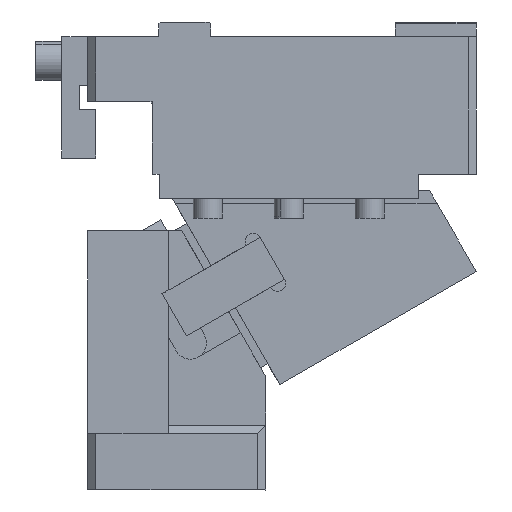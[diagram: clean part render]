
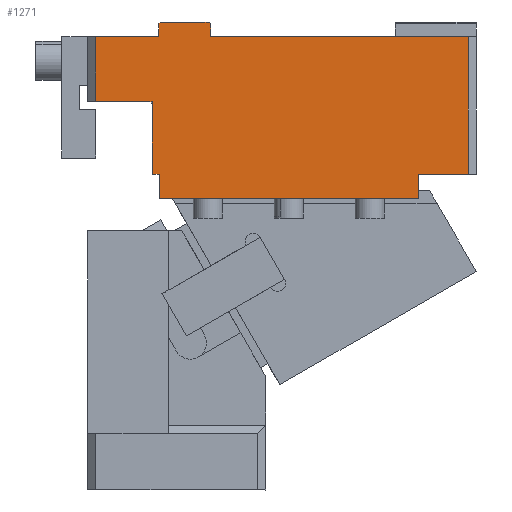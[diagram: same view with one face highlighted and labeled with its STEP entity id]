
A CAD part, front view. The second image highlights one B-rep face of the part: STEP entity #1271.
In plain terms, the highlighted planar face has unit normal (0, -1, 0).
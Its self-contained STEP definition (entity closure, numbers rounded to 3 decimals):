
#374=CARTESIAN_POINT('Vertex',(5.,-80.,0.)) ;
#377=CARTESIAN_POINT('Line Origine',(24.5,-80.,0.)) ;
#381=CARTESIAN_POINT('Vertex',(44.,-80.,0.)) ;
#1126=CARTESIAN_POINT('Axis2P3D Location',(0.,-80.,0.)) ;
#1131=CARTESIAN_POINT('Line Origine',(204.3,-80.,-92.6)) ;
#1135=CARTESIAN_POINT('Vertex',(204.3,-80.,-100.1)) ;
#1137=CARTESIAN_POINT('Vertex',(204.3,-80.,-85.1)) ;
#1140=CARTESIAN_POINT('Line Origine',(219.65,-80.,-85.1)) ;
#1144=CARTESIAN_POINT('Vertex',(235.,-80.,-85.1)) ;
#1147=CARTESIAN_POINT('Line Origine',(235.,-80.,-42.55)) ;
#1151=CARTESIAN_POINT('Vertex',(235.,-80.,0.)) ;
#1154=CARTESIAN_POINT('Line Origine',(155.5,-80.,0.)) ;
#1158=CARTESIAN_POINT('Vertex',(76.,-80.,0.)) ;
#1161=CARTESIAN_POINT('Line Origine',(76.,-80.,4.)) ;
#1165=CARTESIAN_POINT('Vertex',(76.,-80.,8.)) ;
#1168=CARTESIAN_POINT('Line Origine',(75.5,-80.,8.5)) ;
#1172=CARTESIAN_POINT('Vertex',(75.,-80.,9.)) ;
#1175=CARTESIAN_POINT('Line Origine',(60.,-80.,9.)) ;
#1179=CARTESIAN_POINT('Vertex',(45.,-80.,9.)) ;
#1182=CARTESIAN_POINT('Line Origine',(44.5,-80.,8.5)) ;
#1186=CARTESIAN_POINT('Vertex',(44.,-80.,8.)) ;
#1189=CARTESIAN_POINT('Line Origine',(44.,-80.,4.)) ;
#1194=CARTESIAN_POINT('Line Origine',(5.,-80.,-20.)) ;
#1198=CARTESIAN_POINT('Vertex',(5.,-80.,-40.)) ;
#1201=CARTESIAN_POINT('Line Origine',(21.,-80.,-40.)) ;
#1205=CARTESIAN_POINT('Vertex',(37.,-80.,-40.)) ;
#1209=CARTESIAN_POINT('Control Point',(37.768,-80.,-40.1)) ;
#1210=CARTESIAN_POINT('Control Point',(37.618,-80.,-40.06)) ;
#1211=CARTESIAN_POINT('Control Point',(37.466,-80.,-40.03)) ;
#1212=CARTESIAN_POINT('Control Point',(37.31,-80.,-40.01)) ;
#1213=CARTESIAN_POINT('Control Point',(37.155,-80.,-40.)) ;
#1214=CARTESIAN_POINT('Control Point',(37.,-80.,-40.)) ;
#1215=CARTESIAN_POINT('Vertex',(37.768,-80.,-40.1)) ;
#1218=CARTESIAN_POINT('Line Origine',(38.884,-80.,-40.1)) ;
#1222=CARTESIAN_POINT('Vertex',(40.,-80.,-40.1)) ;
#1225=CARTESIAN_POINT('Line Origine',(40.,-80.,-62.6)) ;
#1229=CARTESIAN_POINT('Vertex',(40.,-80.,-85.1)) ;
#1232=CARTESIAN_POINT('Line Origine',(42.15,-80.,-85.1)) ;
#1236=CARTESIAN_POINT('Vertex',(44.3,-80.,-85.1)) ;
#1239=CARTESIAN_POINT('Line Origine',(44.3,-80.,-92.6)) ;
#1243=CARTESIAN_POINT('Vertex',(44.3,-80.,-100.1)) ;
#1246=CARTESIAN_POINT('Line Origine',(124.3,-80.,-100.1)) ;
#378=DIRECTION('Vector Direction',(1.,0.,0.)) ;
#1127=DIRECTION('Axis2P3D Direction',(0.,1.,0.)) ;
#1128=DIRECTION('Axis2P3D XDirection',(0.,0.,1.)) ;
#1132=DIRECTION('Vector Direction',(0.,0.,1.)) ;
#1141=DIRECTION('Vector Direction',(-1.,0.,0.)) ;
#1148=DIRECTION('Vector Direction',(0.,0.,1.)) ;
#1155=DIRECTION('Vector Direction',(1.,0.,0.)) ;
#1162=DIRECTION('Vector Direction',(0.,0.,1.)) ;
#1169=DIRECTION('Vector Direction',(-0.707,0.,0.707)) ;
#1176=DIRECTION('Vector Direction',(-1.,0.,0.)) ;
#1183=DIRECTION('Vector Direction',(-0.707,0.,-0.707)) ;
#1190=DIRECTION('Vector Direction',(0.,0.,-1.)) ;
#1195=DIRECTION('Vector Direction',(0.,0.,-1.)) ;
#1202=DIRECTION('Vector Direction',(-1.,0.,0.)) ;
#1219=DIRECTION('Vector Direction',(-1.,0.,0.)) ;
#1226=DIRECTION('Vector Direction',(0.,0.,-1.)) ;
#1233=DIRECTION('Vector Direction',(-1.,0.,0.)) ;
#1240=DIRECTION('Vector Direction',(0.,0.,1.)) ;
#1247=DIRECTION('Vector Direction',(-1.,0.,0.)) ;
#1129=AXIS2_PLACEMENT_3D('Plane Axis2P3D',#1126,#1127,#1128) ;
#1252=ORIENTED_EDGE('',*,*,#1139,.T.) ;
#1253=ORIENTED_EDGE('',*,*,#1146,.F.) ;
#1254=ORIENTED_EDGE('',*,*,#1153,.T.) ;
#1255=ORIENTED_EDGE('',*,*,#1160,.F.) ;
#1256=ORIENTED_EDGE('',*,*,#1167,.T.) ;
#1257=ORIENTED_EDGE('',*,*,#1174,.T.) ;
#1258=ORIENTED_EDGE('',*,*,#1181,.T.) ;
#1259=ORIENTED_EDGE('',*,*,#1188,.T.) ;
#1260=ORIENTED_EDGE('',*,*,#1193,.T.) ;
#1261=ORIENTED_EDGE('',*,*,#383,.F.) ;
#1262=ORIENTED_EDGE('',*,*,#1200,.T.) ;
#1263=ORIENTED_EDGE('',*,*,#1207,.F.) ;
#1264=ORIENTED_EDGE('',*,*,#1217,.F.) ;
#1265=ORIENTED_EDGE('',*,*,#1224,.F.) ;
#1266=ORIENTED_EDGE('',*,*,#1231,.T.) ;
#1267=ORIENTED_EDGE('',*,*,#1238,.F.) ;
#1268=ORIENTED_EDGE('',*,*,#1245,.F.) ;
#1269=ORIENTED_EDGE('',*,*,#1250,.F.) ;
#379=VECTOR('Line Direction',#378,1.) ;
#1133=VECTOR('Line Direction',#1132,1.) ;
#1142=VECTOR('Line Direction',#1141,1.) ;
#1149=VECTOR('Line Direction',#1148,1.) ;
#1156=VECTOR('Line Direction',#1155,1.) ;
#1163=VECTOR('Line Direction',#1162,1.) ;
#1170=VECTOR('Line Direction',#1169,1.) ;
#1177=VECTOR('Line Direction',#1176,1.) ;
#1184=VECTOR('Line Direction',#1183,1.) ;
#1191=VECTOR('Line Direction',#1190,1.) ;
#1196=VECTOR('Line Direction',#1195,1.) ;
#1203=VECTOR('Line Direction',#1202,1.) ;
#1220=VECTOR('Line Direction',#1219,1.) ;
#1227=VECTOR('Line Direction',#1226,1.) ;
#1234=VECTOR('Line Direction',#1233,1.) ;
#1241=VECTOR('Line Direction',#1240,1.) ;
#1248=VECTOR('Line Direction',#1247,1.) ;
#1271=ADVANCED_FACE('CAM HOLDER',(#1270),#1130,.F.) ;
#1208=B_SPLINE_CURVE_WITH_KNOTS('',5,(#1209,#1210,#1211,#1212,#1213,#1214),.UNSPECIFIED.,.F.,.U.,(6,6),(0.,1.097),.UNSPECIFIED.) ;
#383=EDGE_CURVE('',#375,#382,#380,.T.) ;
#1139=EDGE_CURVE('',#1136,#1138,#1134,.T.) ;
#1146=EDGE_CURVE('',#1145,#1138,#1143,.T.) ;
#1153=EDGE_CURVE('',#1145,#1152,#1150,.T.) ;
#1160=EDGE_CURVE('',#1159,#1152,#1157,.T.) ;
#1167=EDGE_CURVE('',#1159,#1166,#1164,.T.) ;
#1174=EDGE_CURVE('',#1166,#1173,#1171,.T.) ;
#1181=EDGE_CURVE('',#1173,#1180,#1178,.T.) ;
#1188=EDGE_CURVE('',#1180,#1187,#1185,.T.) ;
#1193=EDGE_CURVE('',#1187,#382,#1192,.T.) ;
#1200=EDGE_CURVE('',#375,#1199,#1197,.T.) ;
#1207=EDGE_CURVE('',#1206,#1199,#1204,.T.) ;
#1217=EDGE_CURVE('',#1216,#1206,#1208,.T.) ;
#1224=EDGE_CURVE('',#1223,#1216,#1221,.T.) ;
#1231=EDGE_CURVE('',#1223,#1230,#1228,.T.) ;
#1238=EDGE_CURVE('',#1237,#1230,#1235,.T.) ;
#1245=EDGE_CURVE('',#1244,#1237,#1242,.T.) ;
#1250=EDGE_CURVE('',#1136,#1244,#1249,.T.) ;
#1251=EDGE_LOOP('',(#1252,#1253,#1254,#1255,#1256,#1257,#1258,#1259,#1260,#1261,#1262,#1263,#1264,#1265,#1266,#1267,#1268,#1269)) ;
#1270=FACE_OUTER_BOUND('',#1251,.T.) ;
#380=LINE('Line',#377,#379) ;
#1134=LINE('Line',#1131,#1133) ;
#1143=LINE('Line',#1140,#1142) ;
#1150=LINE('Line',#1147,#1149) ;
#1157=LINE('Line',#1154,#1156) ;
#1164=LINE('Line',#1161,#1163) ;
#1171=LINE('Line',#1168,#1170) ;
#1178=LINE('Line',#1175,#1177) ;
#1185=LINE('Line',#1182,#1184) ;
#1192=LINE('Line',#1189,#1191) ;
#1197=LINE('Line',#1194,#1196) ;
#1204=LINE('Line',#1201,#1203) ;
#1221=LINE('Line',#1218,#1220) ;
#1228=LINE('Line',#1225,#1227) ;
#1235=LINE('Line',#1232,#1234) ;
#1242=LINE('Line',#1239,#1241) ;
#1249=LINE('Line',#1246,#1248) ;
#1130=PLANE('Plane',#1129) ;
#375=VERTEX_POINT('',#374) ;
#382=VERTEX_POINT('',#381) ;
#1136=VERTEX_POINT('',#1135) ;
#1138=VERTEX_POINT('',#1137) ;
#1145=VERTEX_POINT('',#1144) ;
#1152=VERTEX_POINT('',#1151) ;
#1159=VERTEX_POINT('',#1158) ;
#1166=VERTEX_POINT('',#1165) ;
#1173=VERTEX_POINT('',#1172) ;
#1180=VERTEX_POINT('',#1179) ;
#1187=VERTEX_POINT('',#1186) ;
#1199=VERTEX_POINT('',#1198) ;
#1206=VERTEX_POINT('',#1205) ;
#1216=VERTEX_POINT('',#1215) ;
#1223=VERTEX_POINT('',#1222) ;
#1230=VERTEX_POINT('',#1229) ;
#1237=VERTEX_POINT('',#1236) ;
#1244=VERTEX_POINT('',#1243) ;
